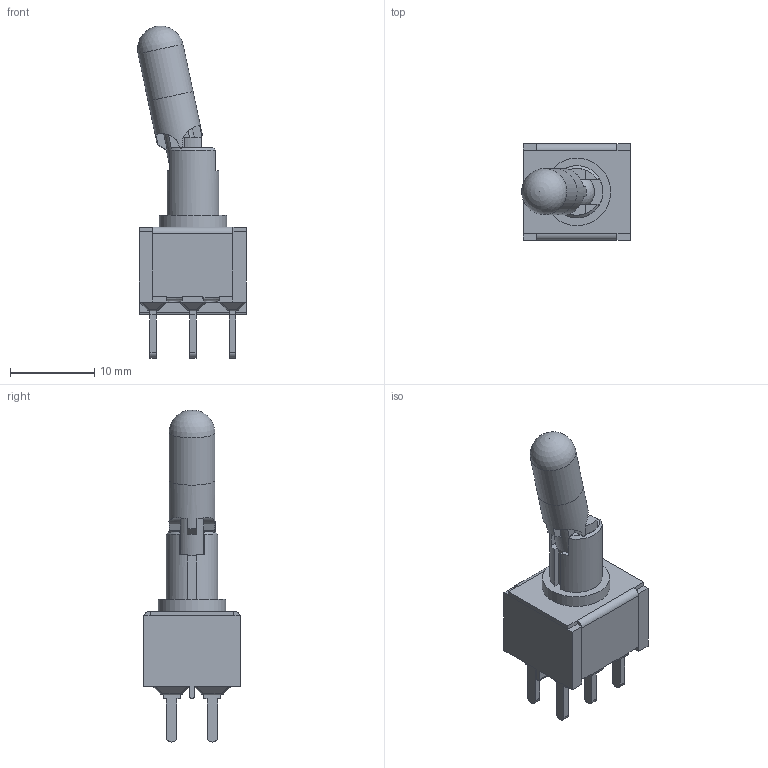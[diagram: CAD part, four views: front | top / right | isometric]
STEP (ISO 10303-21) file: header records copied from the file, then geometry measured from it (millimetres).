
FILE_DESCRIPTION(/* description */ (''),/* implementation_level */ '2;1');
FILE_NAME(/* name */ '100DPxK1B25M2xE.stp',/* time_stamp */ '2025-04-30T15:02:00-05:00',/* author */ ('mroman'),/* organization */ (''),/* preprocessor_version */ 'ST-DEVELOPER v18.1',/* originating_system */ 'Autodesk Inventor 2022',/* authorisation */ '');
FILE_SCHEMA (('AUTOMOTIVE_DESIGN { 1 0 10303 214 3 1 1 }'));
Length unit declared in the file: inch
Products named in the file (1): 100DPxK1B25M2xE
Bounding box: 12.9 x 11.43 x 39.3 mm (x, y, z)
Volume: 1259.2 mm3; surface area: 2216.7 mm2
Topology: 1 solids, 2 shells, 407 faces, 1092 edges, 675 vertices
Faces by surface type: plane 296, cylinder 83, sphere 26, cone 2
Full cylindrical faces by diameter (mm): 1.5 x1, 4.2 x1, 5.44 x2, 8 x1
Entity records: 12587 total; most frequent: CARTESIAN_POINT 2408, ORIENTED_EDGE 2132, DIRECTION 2080, EDGE_CURVE 1066, LINE 822, VECTOR 822, VERTEX_POINT 675, AXIS2_PLACEMENT_3D 629
